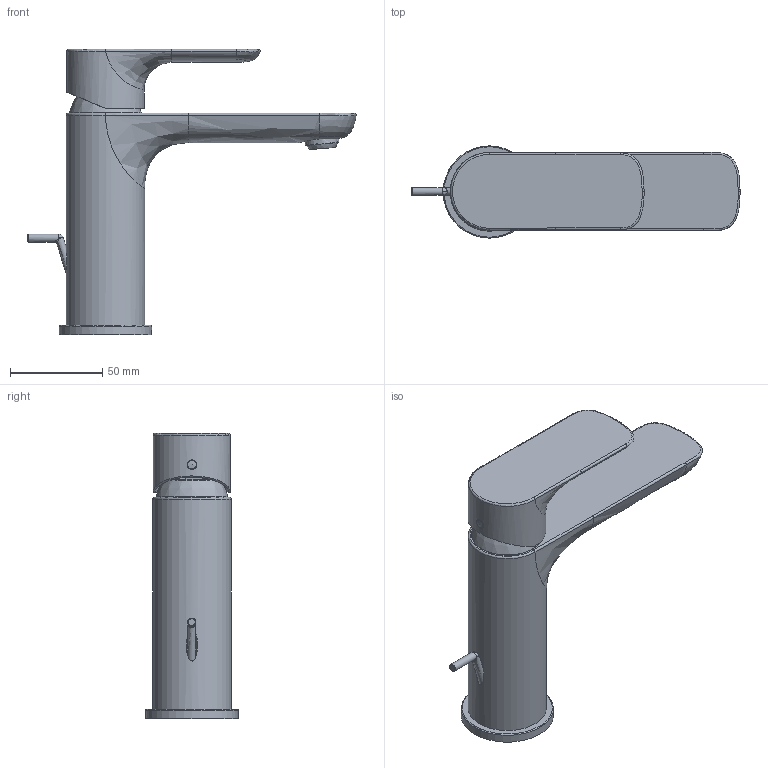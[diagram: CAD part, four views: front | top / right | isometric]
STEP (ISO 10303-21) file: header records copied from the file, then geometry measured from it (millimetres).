
FILE_DESCRIPTION(/* description */ (''),/* implementation_level */ '2;1');
FILE_NAME(/* name */ 'TVW10410111061_asm.step',/* time_stamp */ '2023-01-11T15:41:20+01:00',/* author */ (''),/* organization */ (''),/* preprocessor_version */ 'ST-DEVELOPER v19.2',/* originating_system */ 'Autodesk Translation Framework v11.17.0.187',/* authorisation */ '');
FILE_SCHEMA (('AUTOMOTIVE_DESIGN { 1 0 10303 214 3 1 1 }'));
Length unit declared in the file: millimetre
Products named in the file (11): (Nicht gespeichert); 80T16494DQ; 8ZG16363; 80P35WHA2; 80N16494; 80M24123NP2; 8DZ16251; NG16494_ASM; J14350KS00; 8NG16494; Komponente40
Assembly tree (10 placements, depth 2):
  (Nicht gespeichert)
    80T16494DQ
    8ZG16363
    80P35WHA2
    80N16494
    80M24123NP2
    8DZ16251
    NG16494_ASM
    J14350KS00
    8NG16494
    Komponente40
Bounding box: 177.91 x 50 x 154.6 mm (x, y, z)
Volume: 42864.4 mm3; surface area: 59861.8 mm2
Topology: 5 solids, 8 shells, 153 faces, 381 edges, 247 vertices
Faces by surface type: plane 54, cylinder 34, bspline 32, torus 18, cone 14, sphere 1
Full cylindrical faces by diameter (mm): 3.3 x1, 4.2 x1, 4.3 x1, 4.7 x1, 5.1 x1, 5.2 x1, 6 x1, 15.859 x1, 17 x1, 17.4 x1, 17.5 x1, 25 x1, 30 x1, 30.8 x1, 37 x1, 38.5 x1, 39 x1, 42 x1, 42.5 x1, 50 x1
Entity records: 11874 total; most frequent: CARTESIAN_POINT 8000, DIRECTION 760, ORIENTED_EDGE 742, EDGE_CURVE 377, AXIS2_PLACEMENT_3D 308, VERTEX_POINT 247, EDGE_LOOP 169, FACE_OUTER_BOUND 153
